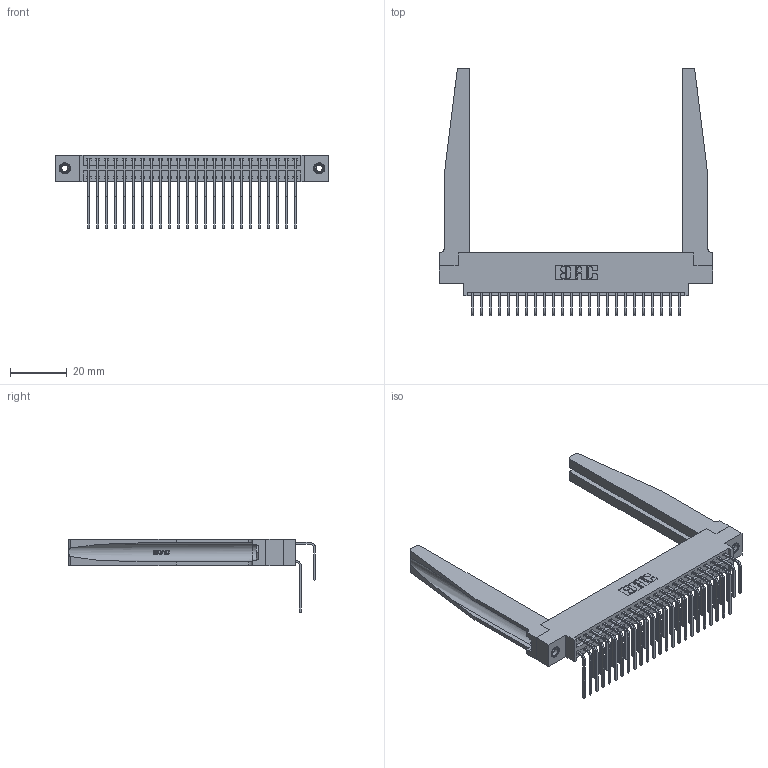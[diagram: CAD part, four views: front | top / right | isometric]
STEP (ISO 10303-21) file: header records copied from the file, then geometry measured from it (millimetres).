
FILE_DESCRIPTION (( 'STEP AP203' ), '1' );
FILE_NAME ('396-048-558-878.STEP', '2019-11-03T08:22:14', ( '' ), ( '' ), 'SwSTEP 2.0', 'SolidWorks 2016', '' );
FILE_SCHEMA (( 'CONFIG_CONTROL_DESIGN' ));
Length unit declared in the file: inch
Products named in the file (6): 345-292-001_558 Tail - 2; 345-292-001_558 559 Tail - 1; 396-048-558-878; 346 Part_0.170 Offset - 0.156 Dia-TH; 346-220-078_345-220-078; 345-250-001_345-250-001-102
Assembly tree (53 placements, depth 2):
  396-048-558-878
    346 Part_0.170 Offset - 0.156 Dia-TH
    345-292-001_558 559 Tail - 1  x24
    345-292-001_558 Tail - 2  x24
    346-220-078_345-220-078  x2
    345-250-001_345-250-001-102  x2
Bounding box: 96.77 x 87.44 x 26.16 mm (x, y, z)
Volume: 16328 mm3; surface area: 20709.9 mm2
Topology: 53 solids, 53 shells, 2952 faces, 8677 edges, 5710 vertices
Faces by surface type: plane 1998, cylinder 902, bspline 36, cone 12, torus 4
Entity records: 24750 total; most frequent: CARTESIAN_POINT 5094, ORIENTED_EDGE 3866, DIRECTION 3499, EDGE_CURVE 1933, VECTOR 1571, LINE 1571, VERTEX_POINT 1280, AXIS2_PLACEMENT_3D 964
